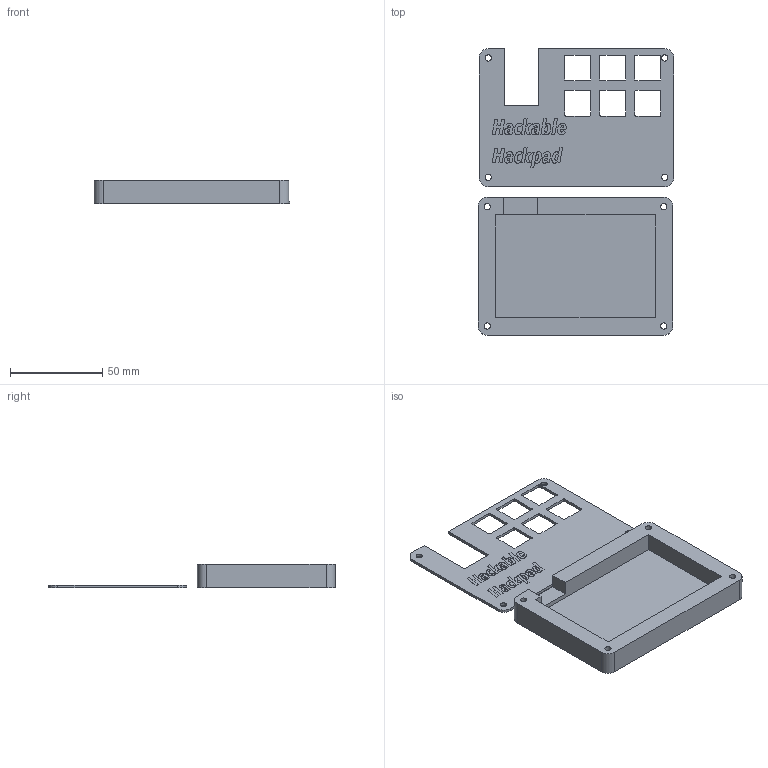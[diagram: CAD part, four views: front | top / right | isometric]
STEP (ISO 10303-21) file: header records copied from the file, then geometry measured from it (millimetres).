
FILE_DESCRIPTION(/* description */ (''),/* implementation_level */ '2;1');
FILE_NAME(/* name */ 'StanleyHackableHackpad.step',/* time_stamp */ '2025-11-23T19:40:10-08:00',/* author */ (''),/* organization */ (''),/* preprocessor_version */ 'ST-DEVELOPER v20.1',/* originating_system */ 'Autodesk Translation Framework v14.21.0.0',/* authorisation */ '');
FILE_SCHEMA (('AUTOMOTIVE_DESIGN { 1 0 10303 214 3 1 1 }'));
Length unit declared in the file: millimetre
Products named in the file (3): 2025-11-23-15-16-37-625; 2025-11-23-15-19-51-541; 2025-11-23-16-17-25-378
Assembly tree (1 placements, depth 2):
  2025-11-23-15-16-37-625
    2025-11-23-16-17-25-378
  2025-11-23-15-19-51-541
Bounding box: 106.29 x 155.43 x 13 mm (x, y, z)
Volume: 61193.1 mm3; surface area: 37061.4 mm2
Topology: 2 solids, 2 shells, 512 faces, 1443 edges, 962 vertices
Faces by surface type: bspline 279, plane 189, cylinder 44
Full cylindrical faces by diameter (mm): 3.4 x8, 6 x4
Entity records: 19744 total; most frequent: CARTESIAN_POINT 8211, ORIENTED_EDGE 2886, DIRECTION 1445, EDGE_CURVE 1443, VERTEX_POINT 962, LINE 793, VECTOR 793, EDGE_LOOP 567
